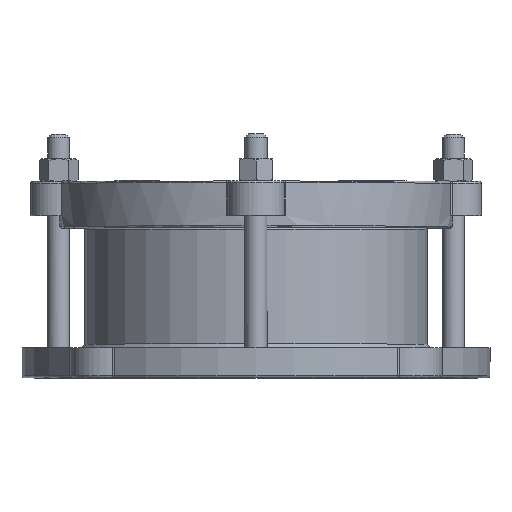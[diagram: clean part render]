
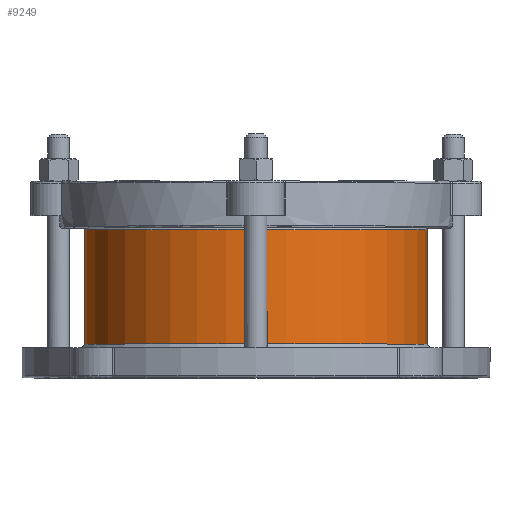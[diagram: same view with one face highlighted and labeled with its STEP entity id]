
A CAD part, top view. The second image highlights one B-rep face of the part: STEP entity #9249.
In plain terms, the highlighted cylindrical face has radius 91.5 mm (diameter 183 mm), a full revolution.
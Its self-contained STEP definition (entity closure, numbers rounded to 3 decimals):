
#114=CYLINDRICAL_SURFACE('',#9814,91.5);
#338=CIRCLE('',#9812,91.5);
#339=CIRCLE('',#9813,91.5);
#340=CIRCLE('',#9815,91.5);
#1145=FACE_OUTER_BOUND('',#1702,.T.);
#1702=EDGE_LOOP('',(#6797,#6798,#6799,#6800,#6801));
#2445=LINE('',#15618,#3057);
#3057=VECTOR('',#11236,91.5);
#3909=VERTEX_POINT('',#15611);
#3910=VERTEX_POINT('',#15613);
#3911=VERTEX_POINT('',#15617);
#4927=EDGE_CURVE('',#3909,#3910,#338,.T.);
#4928=EDGE_CURVE('',#3910,#3909,#339,.T.);
#4929=EDGE_CURVE('',#3910,#3911,#2445,.T.);
#4930=EDGE_CURVE('',#3911,#3911,#340,.T.);
#6797=ORIENTED_EDGE('',*,*,#4927,.F.);
#6798=ORIENTED_EDGE('',*,*,#4928,.F.);
#6799=ORIENTED_EDGE('',*,*,#4929,.T.);
#6800=ORIENTED_EDGE('',*,*,#4930,.F.);
#6801=ORIENTED_EDGE('',*,*,#4929,.F.);
#9249=ADVANCED_FACE('',(#1145),#114,.T.);
#9812=AXIS2_PLACEMENT_3D('',#15614,#11230,#11231);
#9813=AXIS2_PLACEMENT_3D('',#15615,#11232,#11233);
#9814=AXIS2_PLACEMENT_3D('',#15616,#11234,#11235);
#9815=AXIS2_PLACEMENT_3D('',#15619,#11237,#11238);
#11230=DIRECTION('center_axis',(0.,1.,0.));
#11231=DIRECTION('ref_axis',(1.,0.,0.));
#11232=DIRECTION('center_axis',(0.,1.,0.));
#11233=DIRECTION('ref_axis',(1.,0.,0.));
#11234=DIRECTION('center_axis',(0.,1.,0.));
#11235=DIRECTION('ref_axis',(-1.,0.,0.));
#11236=DIRECTION('',(0.,-1.,0.));
#11237=DIRECTION('center_axis',(0.,-1.,0.));
#11238=DIRECTION('ref_axis',(-1.,0.,0.));
#15611=CARTESIAN_POINT('',(0.,79.,-91.5));
#15613=CARTESIAN_POINT('',(91.5,79.,0.));
#15614=CARTESIAN_POINT('Origin',(0.,79.,0.));
#15615=CARTESIAN_POINT('Origin',(0.,79.,0.));
#15616=CARTESIAN_POINT('Origin',(0.,0.,0.));
#15617=CARTESIAN_POINT('',(91.5,18.,0.));
#15618=CARTESIAN_POINT('',(91.5,0.,0.));
#15619=CARTESIAN_POINT('Origin',(0.,18.,0.));
